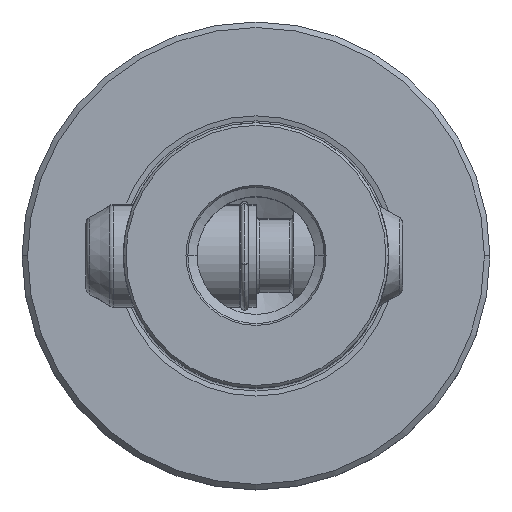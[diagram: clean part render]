
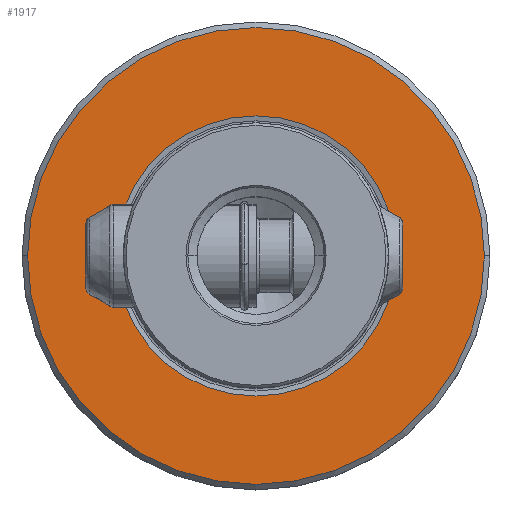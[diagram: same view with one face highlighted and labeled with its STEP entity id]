
A CAD part, top view. The second image highlights one B-rep face of the part: STEP entity #1917.
In plain terms, the highlighted planar face has unit normal (0, 0, 1).
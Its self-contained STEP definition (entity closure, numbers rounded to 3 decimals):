
#1917=ADVANCED_FACE('NONE',(#5466,#5467),#5468,.T.);
#2301=VERTEX_POINT('NONE',#5896);
#3105=VERTEX_POINT('NONE',#6789);
#3239=VERTEX_POINT('NONE',#6933);
#4165=EDGE_CURVE('NONE',#2301,#4947,#7961,.F.);
#4171=EDGE_CURVE('NONE',#4947,#2301,#7967,.T.);
#4879=EDGE_CURVE('NONE',#3239,#3105,#8744,.T.);
#4947=VERTEX_POINT('NONE',#8821);
#5035=EDGE_CURVE('NONE',#3105,#3239,#8920,.T.);
#5466=FACE_OUTER_BOUND('',#9486,.T.);
#5467=FACE_BOUND('',#9487,.T.);
#5468=PLANE('',#9488);
#5896=CARTESIAN_POINT('',(-19.012,0.,0.0));
#6789=CARTESIAN_POINT('',(-31.0,0.,0.0));
#6933=CARTESIAN_POINT('',(31.0,0.,0.0));
#7961=CIRCLE('',#42286,19.012);
#7967=CIRCLE('',#42297,19.012);
#8744=CIRCLE('',#46601,31.0);
#8821=CARTESIAN_POINT('',(19.012,0.,0.0));
#8920=CIRCLE('',#53088,31.0);
#9486=EDGE_LOOP('',(#65769,#65770));
#9487=EDGE_LOOP('',(#65771,#65772));
#9488=AXIS2_PLACEMENT_3D('',#65773,#65774,#65775);
#42286=AXIS2_PLACEMENT_3D('',#68695,#68696,#68697);
#42297=AXIS2_PLACEMENT_3D('',#68698,#68699,#68700);
#46601=AXIS2_PLACEMENT_3D('',#69568,#69569,#69570);
#53088=AXIS2_PLACEMENT_3D('',#69768,#69769,#69770);
#65769=ORIENTED_EDGE('',*,*,#5035,.F.);
#65770=ORIENTED_EDGE('',*,*,#4879,.F.);
#65771=ORIENTED_EDGE('',*,*,#4171,.F.);
#65772=ORIENTED_EDGE('',*,*,#4165,.F.);
#65773=CARTESIAN_POINT('',(-18.0,0.0,0.0));
#65774=DIRECTION('',(-0.0,0.0,1.0));
#65775=DIRECTION('',(0.0,1.0,0.0));
#68695=CARTESIAN_POINT('',(0.0,0.0,0.0));
#68696=DIRECTION('',(0.0,0.0,-1.0));
#68697=DIRECTION('',(1.0,0.,0.0));
#68698=CARTESIAN_POINT('',(0.0,0.0,0.0));
#68699=DIRECTION('',(-0.0,0.0,1.0));
#68700=DIRECTION('',(1.0,0.,0.0));
#69568=CARTESIAN_POINT('',(0.0,0.0,0.0));
#69569=DIRECTION('',(0.0,0.0,-1.0));
#69570=DIRECTION('',(-1.0,0.,0.0));
#69768=CARTESIAN_POINT('',(0.0,0.0,0.0));
#69769=DIRECTION('',(0.0,0.0,-1.0));
#69770=DIRECTION('',(-1.0,0.,0.0));
